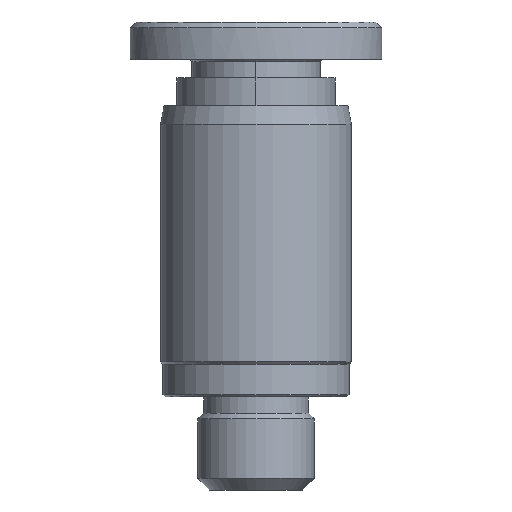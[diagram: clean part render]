
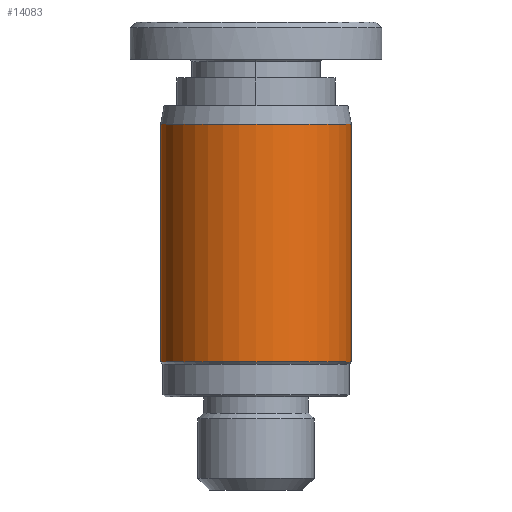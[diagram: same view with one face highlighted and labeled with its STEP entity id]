
A CAD part, left-side view. The second image highlights one B-rep face of the part: STEP entity #14083.
In plain terms, the highlighted cylindrical face has radius 4.1 mm (diameter 8.2 mm), a partial arc.
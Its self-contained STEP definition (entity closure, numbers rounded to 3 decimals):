
#141=CARTESIAN_POINT('',(-4.1,0.0,9.35));
#142=VERTEX_POINT('',#141);
#151=CARTESIAN_POINT('',(4.1,0.,9.35));
#152=VERTEX_POINT('',#151);
#183=CARTESIAN_POINT('',(-4.1,0.0,-0.85));
#184=VERTEX_POINT('',#183);
#185=CARTESIAN_POINT('',(-4.1,0.0,-0.85));
#186=DIRECTION('',(0.0,0.0,1.0));
#187=VECTOR('',#186,10.2);
#188=LINE('',#185,#187);
#189=EDGE_CURVE('',#184,#142,#188,.T.);
#191=CARTESIAN_POINT('',(4.1,0.,-0.85));
#192=VERTEX_POINT('',#191);
#200=CARTESIAN_POINT('',(4.1,0.,9.35));
#201=DIRECTION('',(0.0,0.0,-1.0));
#202=VECTOR('',#201,10.2);
#203=LINE('',#200,#202);
#204=EDGE_CURVE('',#152,#192,#203,.T.);
#14054=CARTESIAN_POINT('',(0.0,0.0,-0.85));
#14055=DIRECTION('',(0.0,0.0,1.0));
#14056=DIRECTION('',(-1.0,0.0,0.0));
#14057=AXIS2_PLACEMENT_3D('',#14054,#14055,#14056);
#14058=CIRCLE('',#14057,4.1);
#14059=EDGE_CURVE('',#192,#184,#14058,.T.);
#14066=CARTESIAN_POINT('',(0.0,0.0,4.25));
#14067=DIRECTION('',(0.0,0.0,1.0));
#14068=DIRECTION('',(-1.0,0.0,0.0));
#14069=AXIS2_PLACEMENT_3D('',#14066,#14067,#14068);
#14070=CYLINDRICAL_SURFACE('',#14069,4.1);
#14071=ORIENTED_EDGE('',*,*,#189,.T.);
#14072=CARTESIAN_POINT('',(0.0,0.0,9.35));
#14073=DIRECTION('',(0.0,0.0,1.0));
#14074=DIRECTION('',(-1.0,0.0,0.0));
#14075=AXIS2_PLACEMENT_3D('',#14072,#14073,#14074);
#14076=CIRCLE('',#14075,4.1);
#14077=EDGE_CURVE('',#152,#142,#14076,.T.);
#14078=ORIENTED_EDGE('',*,*,#14077,.F.);
#14079=ORIENTED_EDGE('',*,*,#204,.T.);
#14080=ORIENTED_EDGE('',*,*,#14059,.T.);
#14081=EDGE_LOOP('',(#14071,#14078,#14079,#14080));
#14082=FACE_OUTER_BOUND('',#14081,.T.);
#14083=ADVANCED_FACE('',(#14082),#14070,.T.);
